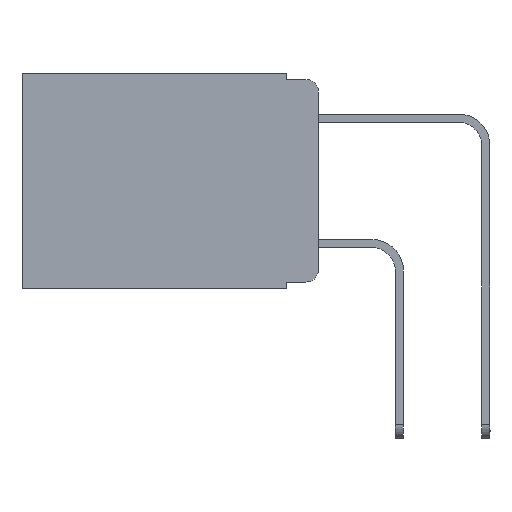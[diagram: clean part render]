
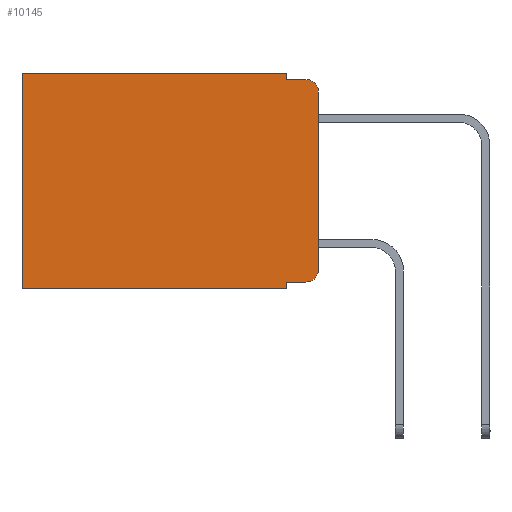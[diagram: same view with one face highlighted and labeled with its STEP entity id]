
A CAD part, left-side view. The second image highlights one B-rep face of the part: STEP entity #10145.
In plain terms, the highlighted planar face has unit normal (-1, 0, 0).
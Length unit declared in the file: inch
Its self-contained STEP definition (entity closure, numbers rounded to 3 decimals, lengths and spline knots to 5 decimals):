
#100 = DIRECTION ( 'NONE',  ( 0., 0., -1. ) ) ;
#248 = VECTOR ( 'NONE', #16169, 39.37008 ) ;
#296 = CARTESIAN_POINT ( 'NONE',  ( 0.298, 0., -0.03 ) ) ;
#347 = EDGE_CURVE ( 'NONE', #18385, #18230, #7352, .T. ) ;
#450 = ORIENTED_EDGE ( 'NONE', *, *, #2563, .T. ) ;
#1226 = VERTEX_POINT ( 'NONE', #20097 ) ;
#1289 = EDGE_CURVE ( 'NONE', #7802, #9206, #16614, .T. ) ;
#1782 = CARTESIAN_POINT ( 'NONE',  ( 0.298, 0.051, 0. ) ) ;
#2113 = CARTESIAN_POINT ( 'NONE',  ( 0.298, 0., 0. ) ) ;
#2137 = EDGE_CURVE ( 'NONE', #12034, #1226, #9528, .T. ) ;
#2563 = EDGE_CURVE ( 'NONE', #16482, #9206, #19100, .T. ) ;
#2622 = CARTESIAN_POINT ( 'NONE',  ( 0.298, 0., 0. ) ) ;
#2630 = CARTESIAN_POINT ( 'NONE',  ( 0.298, 0.051, -0.01 ) ) ;
#3207 = EDGE_CURVE ( 'NONE', #7802, #15915, #17159, .T. ) ;
#3376 = EDGE_CURVE ( 'NONE', #10440, #12034, #7469, .T. ) ;
#3754 = AXIS2_PLACEMENT_3D ( 'NONE', #6360, #12834, #4781 ) ;
#4189 = VECTOR ( 'NONE', #17674, 39.37008 ) ;
#4308 = DIRECTION ( 'NONE',  ( 0., 1., 0. ) ) ;
#4781 = DIRECTION ( 'NONE',  ( 0., 0., -1. ) ) ;
#5452 = EDGE_CURVE ( 'NONE', #18230, #1226, #20552, .T. ) ;
#5978 = ORIENTED_EDGE ( 'NONE', *, *, #3207, .T. ) ;
#6086 = EDGE_CURVE ( 'NONE', #18385, #16482, #13007, .T. ) ;
#6290 = DIRECTION ( 'NONE',  ( 0., -1., 0. ) ) ;
#6360 = CARTESIAN_POINT ( 'NONE',  ( 0.298, 0., 0. ) ) ;
#6405 = VERTEX_POINT ( 'NONE', #2630 ) ;
#6687 = VECTOR ( 'NONE', #4308, 39.37008 ) ;
#6757 = ORIENTED_EDGE ( 'NONE', *, *, #347, .F. ) ;
#7045 = DIRECTION ( 'NONE',  ( -1., 0., 0. ) ) ;
#7319 = ORIENTED_EDGE ( 'NONE', *, *, #1289, .F. ) ;
#7352 = LINE ( 'NONE', #13620, #9479 ) ;
#7469 = LINE ( 'NONE', #2622, #6687 ) ;
#7600 = DIRECTION ( 'NONE',  ( -1., 0., 0. ) ) ;
#7802 = VERTEX_POINT ( 'NONE', #296 ) ;
#8343 = CARTESIAN_POINT ( 'NONE',  ( 0.298, 0.473, 0. ) ) ;
#8535 = DIRECTION ( 'NONE',  ( 0., 0., -1. ) ) ;
#9206 = VERTEX_POINT ( 'NONE', #17669 ) ;
#9479 = VECTOR ( 'NONE', #15192, 39.37008 ) ;
#9528 = LINE ( 'NONE', #8343, #4189 ) ;
#10145 = ADVANCED_FACE ( 'NONE', ( #20885 ), #11249, .F. ) ;
#10440 = VERTEX_POINT ( 'NONE', #16628 ) ;
#10803 = CARTESIAN_POINT ( 'NONE',  ( 0.298, 0.02, -0.03 ) ) ;
#11036 = ORIENTED_EDGE ( 'NONE', *, *, #17962, .F. ) ;
#11082 = CARTESIAN_POINT ( 'NONE',  ( 0.298, 0.051, -0.01 ) ) ;
#11249 = PLANE ( 'NONE',  #3754 ) ;
#11307 = EDGE_CURVE ( 'NONE', #6405, #15915, #14363, .T. ) ;
#11578 = ORIENTED_EDGE ( 'NONE', *, *, #2137, .T. ) ;
#12034 = VERTEX_POINT ( 'NONE', #18235 ) ;
#12298 = CARTESIAN_POINT ( 'NONE',  ( 0.298, 0., -0.343 ) ) ;
#12349 = CARTESIAN_POINT ( 'NONE',  ( 0.298, 0.051, -0.343 ) ) ;
#12399 = ORIENTED_EDGE ( 'NONE', *, *, #6086, .T. ) ;
#12763 = CARTESIAN_POINT ( 'NONE',  ( 0.298, 0.02, -0.01 ) ) ;
#12769 = ORIENTED_EDGE ( 'NONE', *, *, #5452, .F. ) ;
#12834 = DIRECTION ( 'NONE',  ( 1., 0., 0. ) ) ;
#12859 = CARTESIAN_POINT ( 'NONE',  ( 0.298, 0.051, -0.333 ) ) ;
#13007 = LINE ( 'NONE', #19785, #16444 ) ;
#13620 = CARTESIAN_POINT ( 'NONE',  ( 0.298, 0.051, 0. ) ) ;
#13637 = DIRECTION ( 'NONE',  ( 0., 0., -1. ) ) ;
#14212 = DIRECTION ( 'NONE',  ( 0., 1., 0. ) ) ;
#14363 = LINE ( 'NONE', #11082, #18673 ) ;
#14496 = DIRECTION ( 'NONE',  ( 0., -1., 0. ) ) ;
#14784 = AXIS2_PLACEMENT_3D ( 'NONE', #10803, #7600, #100 ) ;
#15192 = DIRECTION ( 'NONE',  ( 0., 0., -1. ) ) ;
#15210 = CARTESIAN_POINT ( 'NONE',  ( 0.298, 0.02, -0.313 ) ) ;
#15744 = CARTESIAN_POINT ( 'NONE',  ( 0.298, 0.02, -0.333 ) ) ;
#15915 = VERTEX_POINT ( 'NONE', #12763 ) ;
#16169 = DIRECTION ( 'NONE',  ( 0., 0., -1. ) ) ;
#16444 = VECTOR ( 'NONE', #14496, 39.37008 ) ;
#16482 = VERTEX_POINT ( 'NONE', #15744 ) ;
#16614 = LINE ( 'NONE', #2113, #16630 ) ;
#16628 = CARTESIAN_POINT ( 'NONE',  ( 0.298, 0.051, 0. ) ) ;
#16630 = VECTOR ( 'NONE', #8535, 39.37008 ) ;
#16744 = AXIS2_PLACEMENT_3D ( 'NONE', #15210, #7045, #13637 ) ;
#17159 = CIRCLE ( 'NONE', #14784, 0.02 ) ;
#17278 = EDGE_LOOP ( 'NONE', ( #7319, #5978, #18042, #11036, #17483, #11578, #12769, #6757, #12399, #450 ) ) ;
#17483 = ORIENTED_EDGE ( 'NONE', *, *, #3376, .T. ) ;
#17669 = CARTESIAN_POINT ( 'NONE',  ( 0.298, 0., -0.313 ) ) ;
#17674 = DIRECTION ( 'NONE',  ( 0., 0., -1. ) ) ;
#17960 = LINE ( 'NONE', #1782, #248 ) ;
#17962 = EDGE_CURVE ( 'NONE', #10440, #6405, #17960, .T. ) ;
#18042 = ORIENTED_EDGE ( 'NONE', *, *, #11307, .F. ) ;
#18230 = VERTEX_POINT ( 'NONE', #12349 ) ;
#18235 = CARTESIAN_POINT ( 'NONE',  ( 0.298, 0.473, 0. ) ) ;
#18385 = VERTEX_POINT ( 'NONE', #12859 ) ;
#18516 = VECTOR ( 'NONE', #14212, 39.37008 ) ;
#18673 = VECTOR ( 'NONE', #6290, 39.37008 ) ;
#19100 = CIRCLE ( 'NONE', #16744, 0.02 ) ;
#19785 = CARTESIAN_POINT ( 'NONE',  ( 0.298, 0.051, -0.333 ) ) ;
#20097 = CARTESIAN_POINT ( 'NONE',  ( 0.298, 0.473, -0.343 ) ) ;
#20552 = LINE ( 'NONE', #12298, #18516 ) ;
#20885 = FACE_OUTER_BOUND ( 'NONE', #17278, .T. ) ;
